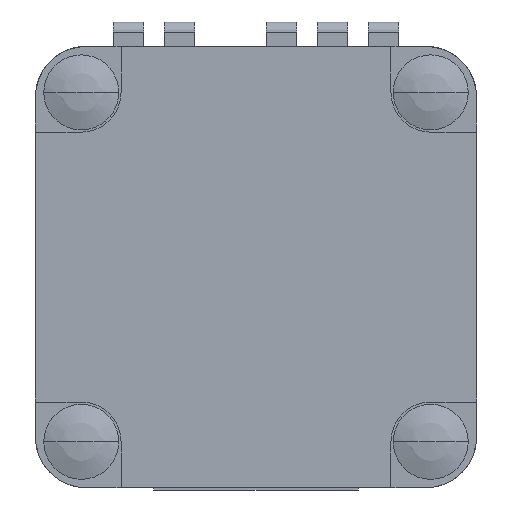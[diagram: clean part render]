
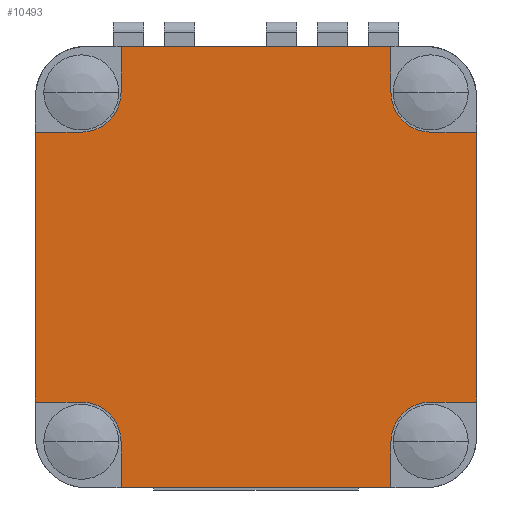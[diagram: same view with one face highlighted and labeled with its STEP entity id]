
A CAD part, front view. The second image highlights one B-rep face of the part: STEP entity #10493.
In plain terms, the highlighted planar face has unit normal (0, -1, 0).
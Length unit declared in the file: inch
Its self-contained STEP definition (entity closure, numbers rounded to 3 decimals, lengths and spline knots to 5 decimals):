
#542=CARTESIAN_POINT('',(-0.3425,-0.408,-0.343));
#543=DIRECTION('',(0.,1.,0.));
#544=DIRECTION('',(0.,0.,1.));
#545=AXIS2_PLACEMENT_3D('',#542,#543,#544);
#556=DIRECTION('',(0.,0.,-1.));
#557=VECTOR('',#556,0.09);
#558=CARTESIAN_POINT('',(0.2645,-0.408,0.432));
#559=LINE('',#558,#557);
#560=DIRECTION('',(-1.,0.,0.));
#561=VECTOR('',#560,0.09);
#562=CARTESIAN_POINT('',(0.4325,-0.408,0.264));
#563=LINE('',#562,#561);
#564=DIRECTION('',(0.,0.,-1.));
#565=VECTOR('',#564,0.529);
#566=CARTESIAN_POINT('',(0.4325,-0.408,0.264));
#567=LINE('',#566,#565);
#568=DIRECTION('',(-1.,0.,0.));
#569=VECTOR('',#568,0.09);
#570=CARTESIAN_POINT('',(0.4325,-0.408,-0.265));
#571=LINE('',#570,#569);
#572=DIRECTION('',(0.,0.,1.));
#573=VECTOR('',#572,0.09);
#574=CARTESIAN_POINT('',(0.2645,-0.408,-0.433));
#575=LINE('',#574,#573);
#576=DIRECTION('',(-1.,0.,0.));
#577=VECTOR('',#576,0.529);
#578=CARTESIAN_POINT('',(0.2645,-0.408,-0.433));
#579=LINE('',#578,#577);
#580=DIRECTION('',(0.,0.,1.));
#581=VECTOR('',#580,0.09);
#582=CARTESIAN_POINT('',(-0.2645,-0.408,-0.433));
#583=LINE('',#582,#581);
#584=DIRECTION('',(1.,0.,0.));
#585=VECTOR('',#584,0.09);
#586=CARTESIAN_POINT('',(-0.4325,-0.408,-0.265));
#587=LINE('',#586,#585);
#588=DIRECTION('',(0.,0.,1.));
#589=VECTOR('',#588,0.529);
#590=CARTESIAN_POINT('',(-0.4325,-0.408,-0.265));
#591=LINE('',#590,#589);
#592=DIRECTION('',(1.,0.,0.));
#593=VECTOR('',#592,0.09);
#594=CARTESIAN_POINT('',(-0.4325,-0.408,0.264));
#595=LINE('',#594,#593);
#596=DIRECTION('',(0.,0.,-1.));
#597=VECTOR('',#596,0.09);
#598=CARTESIAN_POINT('',(-0.2645,-0.408,0.432));
#599=LINE('',#598,#597);
#600=DIRECTION('',(1.,0.,0.));
#601=VECTOR('',#600,0.529);
#602=CARTESIAN_POINT('',(-0.2645,-0.408,0.432));
#603=LINE('',#602,#601);
#608=CARTESIAN_POINT('',(0.3425,-0.408,0.342));
#609=DIRECTION('',(0.,1.,0.));
#610=DIRECTION('',(0.,0.,-1.));
#611=AXIS2_PLACEMENT_3D('',#608,#609,#610);
#677=CARTESIAN_POINT('',(0.3425,-0.408,-0.343));
#678=DIRECTION('',(0.,1.,0.));
#679=DIRECTION('',(-1.,0.,0.));
#680=AXIS2_PLACEMENT_3D('',#677,#678,#679);
#746=CARTESIAN_POINT('',(-0.3425,-0.408,0.342));
#747=DIRECTION('',(0.,1.,0.));
#748=DIRECTION('',(1.,0.,0.));
#749=AXIS2_PLACEMENT_3D('',#746,#747,#748);
#9273=CARTESIAN_POINT('',(-0.2645,-0.408,0.432));
#9274=VERTEX_POINT('',#9273);
#9275=CARTESIAN_POINT('',(0.2645,-0.408,0.432));
#9276=VERTEX_POINT('',#9275);
#9281=CARTESIAN_POINT('',(0.4325,-0.408,-0.265));
#9282=VERTEX_POINT('',#9281);
#9283=CARTESIAN_POINT('',(0.4325,-0.408,0.264));
#9284=VERTEX_POINT('',#9283);
#9289=CARTESIAN_POINT('',(0.2645,-0.408,-0.433));
#9290=VERTEX_POINT('',#9289);
#9291=CARTESIAN_POINT('',(-0.2645,-0.408,-0.433));
#9292=VERTEX_POINT('',#9291);
#9297=CARTESIAN_POINT('',(-0.4325,-0.408,-0.265));
#9298=VERTEX_POINT('',#9297);
#9299=CARTESIAN_POINT('',(-0.4325,-0.408,0.264));
#9300=VERTEX_POINT('',#9299);
#9301=CARTESIAN_POINT('',(0.2645,-0.408,-0.343));
#9303=VERTEX_POINT('',#9301);
#9305=CARTESIAN_POINT('',(0.3425,-0.408,-0.265));
#9307=VERTEX_POINT('',#9305);
#9309=CARTESIAN_POINT('',(0.3425,-0.408,0.264));
#9311=VERTEX_POINT('',#9309);
#9313=CARTESIAN_POINT('',(0.2645,-0.408,0.342));
#9315=VERTEX_POINT('',#9313);
#9317=CARTESIAN_POINT('',(-0.2645,-0.408,0.342));
#9319=VERTEX_POINT('',#9317);
#9321=CARTESIAN_POINT('',(-0.3425,-0.408,0.264));
#9323=VERTEX_POINT('',#9321);
#9325=CARTESIAN_POINT('',(-0.3425,-0.408,-0.265));
#9327=VERTEX_POINT('',#9325);
#9329=CARTESIAN_POINT('',(-0.2645,-0.408,-0.343));
#9331=VERTEX_POINT('',#9329);
#10460=CARTESIAN_POINT('',(0.,-0.408,-0.0005));
#10461=DIRECTION('',(0.,1.,0.));
#10462=DIRECTION('',(0.,0.,-1.));
#10463=AXIS2_PLACEMENT_3D('',#10460,#10461,#10462);
#10464=PLANE('',#10463);
#10466=ORIENTED_EDGE('',*,*,#10465,.T.);
#10468=ORIENTED_EDGE('',*,*,#10467,.F.);
#10470=ORIENTED_EDGE('',*,*,#10469,.F.);
#10471=ORIENTED_EDGE('',*,*,#10238,.T.);
#10473=ORIENTED_EDGE('',*,*,#10472,.T.);
#10475=ORIENTED_EDGE('',*,*,#10474,.F.);
#10477=ORIENTED_EDGE('',*,*,#10476,.F.);
#10478=ORIENTED_EDGE('',*,*,#10324,.T.);
#10480=ORIENTED_EDGE('',*,*,#10479,.T.);
#10481=ORIENTED_EDGE('',*,*,#10425,.F.);
#10482=ORIENTED_EDGE('',*,*,#10448,.F.);
#10483=ORIENTED_EDGE('',*,*,#10004,.T.);
#10485=ORIENTED_EDGE('',*,*,#10484,.T.);
#10487=ORIENTED_EDGE('',*,*,#10486,.F.);
#10489=ORIENTED_EDGE('',*,*,#10488,.F.);
#10490=ORIENTED_EDGE('',*,*,#10098,.T.);
#10491=EDGE_LOOP('',(#10466,#10468,#10470,#10471,#10473,#10475,#10477,#10478,
#10480,#10481,#10482,#10483,#10485,#10487,#10489,#10490));
#10492=FACE_OUTER_BOUND('',#10491,.F.);
#10493=ADVANCED_FACE('',(#10492),#10464,.F.);
#546=CIRCLE('',#545,0.078);
#612=CIRCLE('',#611,0.078);
#681=CIRCLE('',#680,0.078);
#750=CIRCLE('',#749,0.078);
#10004=EDGE_CURVE('',#9298,#9300,#591,.T.);
#10098=EDGE_CURVE('',#9274,#9276,#603,.T.);
#10238=EDGE_CURVE('',#9284,#9282,#567,.T.);
#10324=EDGE_CURVE('',#9290,#9292,#579,.T.);
#10425=EDGE_CURVE('',#9327,#9331,#546,.T.);
#10448=EDGE_CURVE('',#9298,#9327,#587,.T.);
#10465=EDGE_CURVE('',#9276,#9315,#559,.T.);
#10467=EDGE_CURVE('',#9311,#9315,#612,.T.);
#10469=EDGE_CURVE('',#9284,#9311,#563,.T.);
#10472=EDGE_CURVE('',#9282,#9307,#571,.T.);
#10474=EDGE_CURVE('',#9303,#9307,#681,.T.);
#10476=EDGE_CURVE('',#9290,#9303,#575,.T.);
#10479=EDGE_CURVE('',#9292,#9331,#583,.T.);
#10484=EDGE_CURVE('',#9300,#9323,#595,.T.);
#10486=EDGE_CURVE('',#9319,#9323,#750,.T.);
#10488=EDGE_CURVE('',#9274,#9319,#599,.T.);
